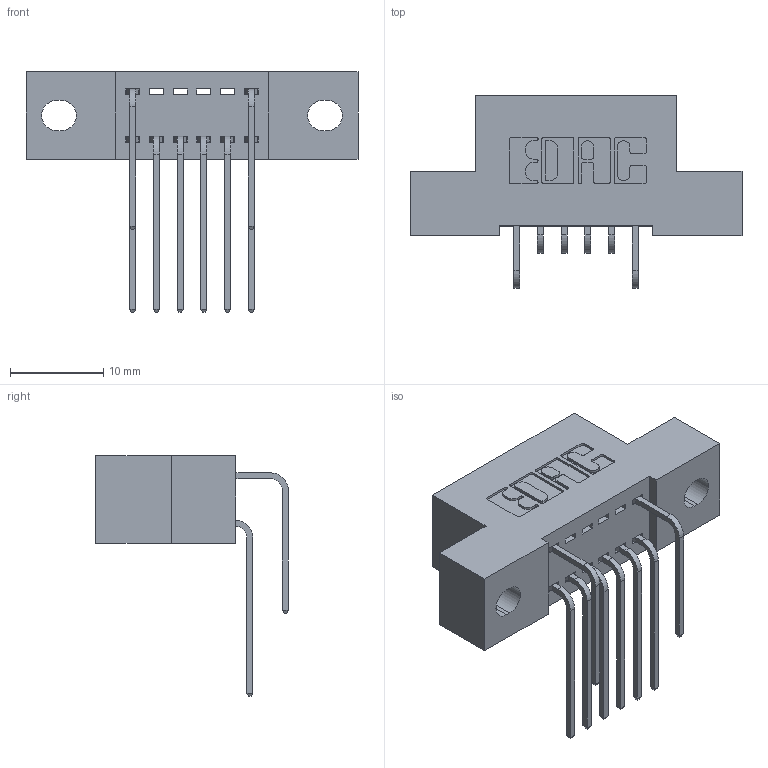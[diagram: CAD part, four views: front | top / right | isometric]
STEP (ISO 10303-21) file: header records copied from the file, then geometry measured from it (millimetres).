
FILE_DESCRIPTION (( 'STEP AP203' ), '1' );
FILE_NAME ('342-012-559-202.STEP', '2018-08-10T15:56:55', ( '' ), ( '' ), 'SwSTEP 2.0', 'SolidWorks 2016', '' );
FILE_SCHEMA (( 'CONFIG_CONTROL_DESIGN' ));
Length unit declared in the file: inch
Products named in the file (4): 345-292-001_559 Tail - 2; 342-012-559-202; 342 Part_.128 Slot; 345-292-001_558 559 Tail - 1
Assembly tree (9 placements, depth 2):
  342-012-559-202
    342 Part_.128 Slot
    345-292-001_558 559 Tail - 1  x6
    345-292-001_559 Tail - 2  x2
Bounding box: 35.56 x 20.64 x 25.78 mm (x, y, z)
Volume: 2982.7 mm3; surface area: 3737.3 mm2
Topology: 9 solids, 9 shells, 570 faces, 1683 edges, 1110 vertices
Faces by surface type: plane 398, cylinder 172
Entity records: 10175 total; most frequent: CARTESIAN_POINT 1797, ORIENTED_EDGE 1686, DIRECTION 1575, EDGE_CURVE 843, VECTOR 675, LINE 675, VERTEX_POINT 558, AXIS2_PLACEMENT_3D 450
